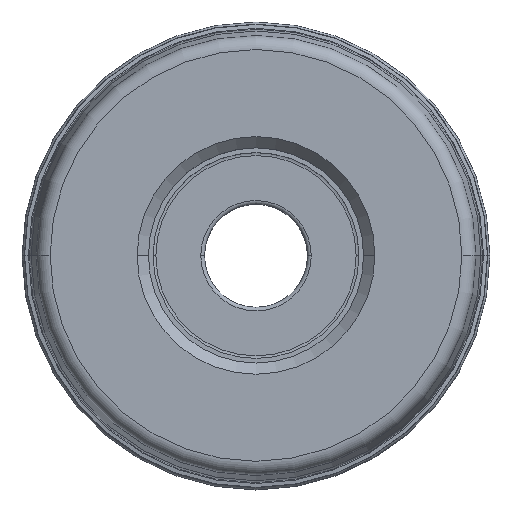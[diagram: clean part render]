
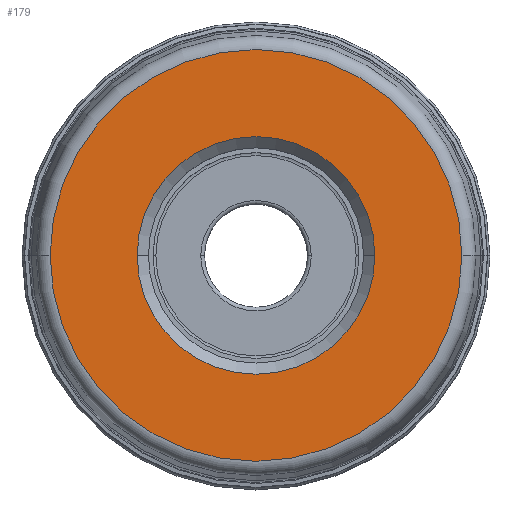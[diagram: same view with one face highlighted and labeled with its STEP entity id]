
A CAD part, top view. The second image highlights one B-rep face of the part: STEP entity #179.
In plain terms, the highlighted planar face has unit normal (0, 0, 1).
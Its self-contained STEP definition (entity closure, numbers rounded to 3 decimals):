
#28=PLANE('',#1711);
#34=FACE_BOUND('',#357,.T.);
#35=FACE_BOUND('',#358,.T.);
#179=ADVANCED_FACE('',(#34,#35),#28,.F.);
#357=EDGE_LOOP('',(#593,#594,#595,#596));
#358=EDGE_LOOP('',(#597,#598,#599,#600));
#593=ORIENTED_EDGE('',*,*,#1077,.T.);
#594=ORIENTED_EDGE('',*,*,#1076,.F.);
#595=ORIENTED_EDGE('',*,*,#1072,.F.);
#596=ORIENTED_EDGE('',*,*,#1071,.T.);
#597=ORIENTED_EDGE('',*,*,#1078,.F.);
#598=ORIENTED_EDGE('',*,*,#1079,.F.);
#599=ORIENTED_EDGE('',*,*,#1080,.F.);
#600=ORIENTED_EDGE('',*,*,#1081,.F.);
#893=VERTEX_POINT('',#3555);
#894=VERTEX_POINT('',#3557);
#895=VERTEX_POINT('',#3559);
#897=VERTEX_POINT('',#3566);
#898=VERTEX_POINT('',#3570);
#899=VERTEX_POINT('',#3571);
#900=VERTEX_POINT('',#3573);
#901=VERTEX_POINT('',#3575);
#1071=EDGE_CURVE('',#894,#893,#1310,.T.);
#1072=EDGE_CURVE('',#894,#895,#1311,.T.);
#1076=EDGE_CURVE('',#895,#897,#1315,.T.);
#1077=EDGE_CURVE('',#893,#897,#1316,.T.);
#1078=EDGE_CURVE('',#898,#899,#1317,.T.);
#1079=EDGE_CURVE('',#900,#898,#1318,.T.);
#1080=EDGE_CURVE('',#901,#900,#1319,.T.);
#1081=EDGE_CURVE('',#899,#901,#1320,.T.);
#1310=CIRCLE('',#1698,22.);
#1311=CIRCLE('',#1699,22.);
#1315=CIRCLE('',#1704,22.);
#1316=CIRCLE('',#1705,22.);
#1317=CIRCLE('',#1707,12.7);
#1318=CIRCLE('',#1708,12.7);
#1319=CIRCLE('',#1709,12.7);
#1320=CIRCLE('',#1710,12.7);
#1698=AXIS2_PLACEMENT_3D('',#3556,#2072,#2073);
#1699=AXIS2_PLACEMENT_3D('',#3558,#2074,#2075);
#1704=AXIS2_PLACEMENT_3D('',#3565,#2084,#2085);
#1705=AXIS2_PLACEMENT_3D('',#3567,#2086,#2087);
#1707=AXIS2_PLACEMENT_3D('',#3569,#2090,#2091);
#1708=AXIS2_PLACEMENT_3D('',#3572,#2092,#2093);
#1709=AXIS2_PLACEMENT_3D('',#3574,#2094,#2095);
#1710=AXIS2_PLACEMENT_3D('',#3576,#2096,#2097);
#1711=AXIS2_PLACEMENT_3D('',#3577,#2098,#2099);
#2072=DIRECTION('',(0.,0.,1.));
#2073=DIRECTION('',(1.,-0.001,0.));
#2074=DIRECTION('',(0.,0.,-1.));
#2075=DIRECTION('',(1.,-0.001,0.));
#2084=DIRECTION('',(0.,0.,-1.));
#2085=DIRECTION('',(-1.,0.001,0.));
#2086=DIRECTION('',(0.,0.,1.));
#2087=DIRECTION('',(-1.,0.001,0.));
#2090=DIRECTION('',(0.,0.,1.));
#2091=DIRECTION('',(0.,1.,0.));
#2092=DIRECTION('',(0.,0.,1.));
#2093=DIRECTION('',(1.,0.,0.));
#2094=DIRECTION('',(0.,0.,1.));
#2095=DIRECTION('',(0.,-1.,0.));
#2096=DIRECTION('',(0.,0.,1.));
#2097=DIRECTION('',(-1.,0.,0.));
#2098=DIRECTION('',(0.,0.,-1.));
#2099=DIRECTION('',(-1.,0.,0.));
#3555=CARTESIAN_POINT('',(22.,0.,0.));
#3556=CARTESIAN_POINT('',(0.,0.,0.));
#3557=CARTESIAN_POINT('',(22.,-0.02,0.));
#3558=CARTESIAN_POINT('',(0.,0.,0.));
#3559=CARTESIAN_POINT('',(-22.,0.,0.));
#3565=CARTESIAN_POINT('',(0.,0.,0.));
#3566=CARTESIAN_POINT('',(-22.,0.02,0.));
#3567=CARTESIAN_POINT('',(0.,0.,0.));
#3569=CARTESIAN_POINT('',(0.,0.,0.));
#3570=CARTESIAN_POINT('',(0.,12.7,0.));
#3571=CARTESIAN_POINT('',(-12.7,0.,0.));
#3572=CARTESIAN_POINT('',(0.,0.,0.));
#3573=CARTESIAN_POINT('',(12.7,0.,0.));
#3574=CARTESIAN_POINT('',(0.,0.,0.));
#3575=CARTESIAN_POINT('',(0.,-12.7,0.));
#3576=CARTESIAN_POINT('',(0.,0.,0.));
#3577=CARTESIAN_POINT('',(0.,0.,0.));
